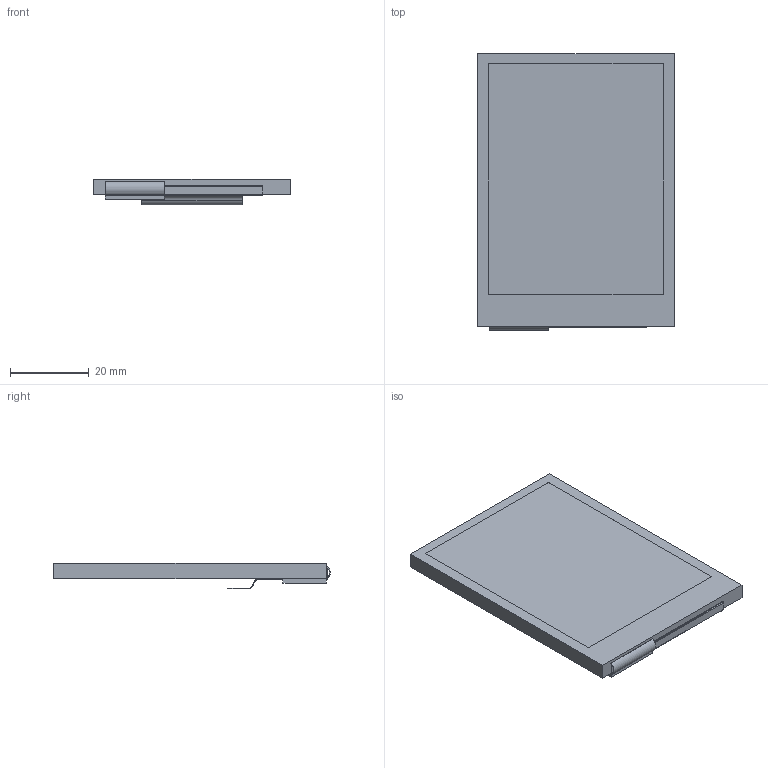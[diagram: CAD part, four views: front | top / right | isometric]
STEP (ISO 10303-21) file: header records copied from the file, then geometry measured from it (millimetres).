
FILE_DESCRIPTION(/* description */ (''),/* implementation_level */ '2;1');
FILE_NAME(/* name */ '280QV10 v5.step',/* time_stamp */ '2023-01-17T19:45:10+01:00',/* author */ (''),/* organization */ (''),/* preprocessor_version */ 'ST-DEVELOPER v19.2',/* originating_system */ 'Autodesk Translation Framework v11.17.0.187',/* authorisation */ '');
FILE_SCHEMA (('AUTOMOTIVE_DESIGN { 1 0 10303 214 3 1 1 }'));
Length unit declared in the file: millimetre
Products named in the file (1): 280QV10
Bounding box: 50 x 70.2 x 6.6 mm (x, y, z)
Volume: 14166.9 mm3; surface area: 10100.9 mm2
Topology: 2 solids, 2 shells, 49 faces, 124 edges, 80 vertices
Faces by surface type: plane 33, cylinder 16
Entity records: 1561 total; most frequent: CARTESIAN_POINT 306, DIRECTION 249, ORIENTED_EDGE 248, EDGE_CURVE 124, LINE 91, VECTOR 91, VERTEX_POINT 80, AXIS2_PLACEMENT_3D 79
